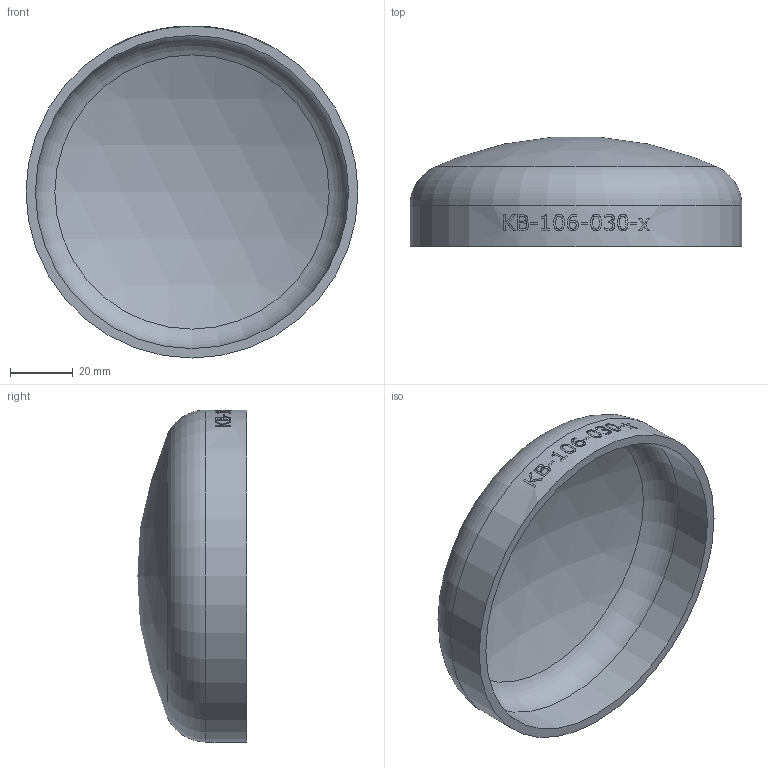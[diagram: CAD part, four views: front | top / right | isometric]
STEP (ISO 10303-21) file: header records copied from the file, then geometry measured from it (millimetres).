
FILE_DESCRIPTION (( 'STEP AP214' ), '1' );
FILE_NAME ('KB-106-030-x Klöpperboden 2003.STEP', '2020-03-25T16:54:47', ( '' ), ( '' ), 'SwSTEP 2.0', 'SolidWorks 2016', '' );
FILE_SCHEMA (( 'AUTOMOTIVE_DESIGN' ));
Length unit declared in the file: millimetre
Products named in the file (1): KB-106-030-x Klöpperboden 2003
Bounding box: 106 x 34.84 x 106 mm (x, y, z)
Volume: 44816.7 mm3; surface area: 30916.3 mm2
Topology: 1 solids, 1 shells, 179 faces, 472 edges, 314 vertices
Faces by surface type: bspline 101, plane 54, cylinder 20, torus 2, sphere 2
Full cylindrical faces by diameter (mm): 100 x1, 106 x1
Entity records: 22962 total; most frequent: CARTESIAN_POINT 17551, ORIENTED_EDGE 936, EDGE_CURVE 468, DIRECTION 372, B_SPLINE_CURVE_WITH_KNOTS 320, VERTEX_POINT 314, EDGE_LOOP 202, FACE_OUTER_BOUND 183
